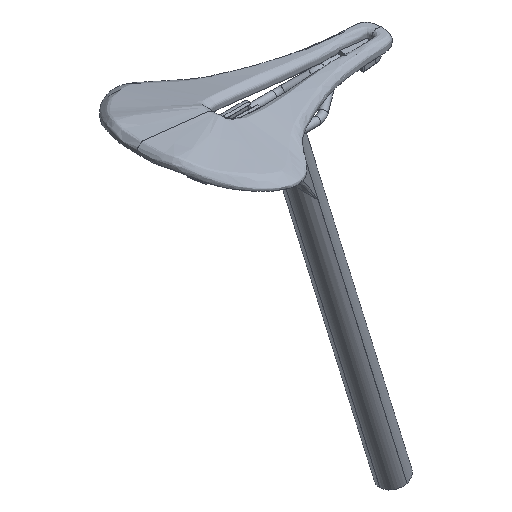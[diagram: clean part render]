
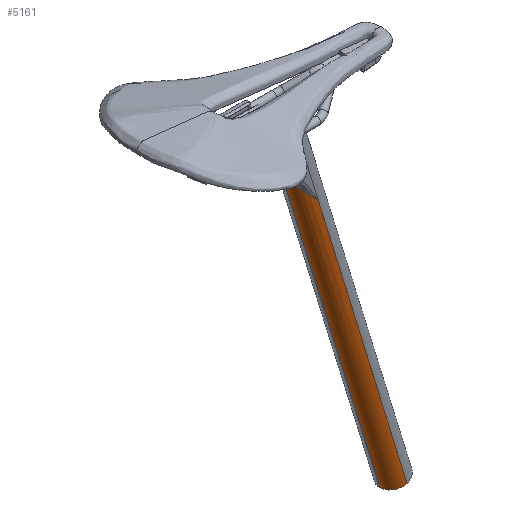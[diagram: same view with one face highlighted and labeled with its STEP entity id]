
A CAD part, isometric view. The second image highlights one B-rep face of the part: STEP entity #5161.
In plain terms, the highlighted cylindrical face has radius 13.589 mm (diameter 27.178 mm), a partial arc.
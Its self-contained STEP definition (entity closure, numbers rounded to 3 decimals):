
#64=ELLIPSE('',#6253,29.593,13.589);
#634=CIRCLE('',#6242,13.589);
#766=CYLINDRICAL_SURFACE('',#6252,13.589);
#2101=ORIENTED_EDGE('',*,*,#2862,.F.);
#2102=ORIENTED_EDGE('',*,*,#2875,.T.);
#2103=ORIENTED_EDGE('',*,*,#2846,.F.);
#2104=ORIENTED_EDGE('',*,*,#2857,.F.);
#2846=EDGE_CURVE('',#3333,#3334,#3612,.F.);
#2857=EDGE_CURVE('',#3343,#3333,#634,.F.);
#2862=EDGE_CURVE('',#3347,#3343,#3619,.T.);
#2875=EDGE_CURVE('',#3347,#3334,#64,.T.);
#3333=VERTEX_POINT('',#12721);
#3334=VERTEX_POINT('',#12722);
#3343=VERTEX_POINT('',#12743);
#3347=VERTEX_POINT('',#12762);
#3612=LINE('',#12720,#3872);
#3619=LINE('',#12763,#3879);
#3872=VECTOR('',#7692,1000.);
#3879=VECTOR('',#7721,1000.);
#4283=EDGE_LOOP('',(#2101,#2102,#2103,#2104));
#4720=FACE_BOUND('',#4283,.T.);
#5161=ADVANCED_FACE('',(#4720),#766,.T.);
#6242=AXIS2_PLACEMENT_3D('',#12744,#7712,#7713);
#6252=AXIS2_PLACEMENT_3D('',#12804,#7740,#7741);
#6253=AXIS2_PLACEMENT_3D('',#12805,#7742,#7743);
#7692=DIRECTION('',(0.,0.,-1.));
#7712=DIRECTION('',(0.,0.,1.));
#7713=DIRECTION('',(1.,0.,0.));
#7721=DIRECTION('',(0.,0.,-1.));
#7740=DIRECTION('',(0.,0.,1.));
#7741=DIRECTION('',(1.,0.,0.));
#7742=DIRECTION('',(-0.888,0.,-0.459));
#7743=DIRECTION('',(-0.459,0.,0.888));
#12720=CARTESIAN_POINT('',(-13.602,-0.013,22.516));
#12721=CARTESIAN_POINT('',(-13.602,-0.013,-304.8));
#12722=CARTESIAN_POINT('',(-13.602,-0.013,17.255));
#12743=CARTESIAN_POINT('',(-0.013,-13.602,-304.8));
#12744=CARTESIAN_POINT('',(-0.013,-0.013,-304.8));
#12762=CARTESIAN_POINT('',(-0.013,-13.602,-9.034));
#12763=CARTESIAN_POINT('',(-0.013,-13.602,-304.8));
#12804=CARTESIAN_POINT('',(-0.013,-0.013,63.5));
#12805=CARTESIAN_POINT('',(-0.013,-0.013,-9.034));
